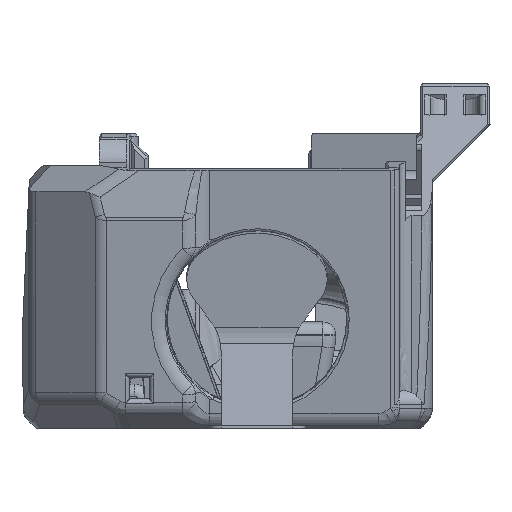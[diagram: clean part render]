
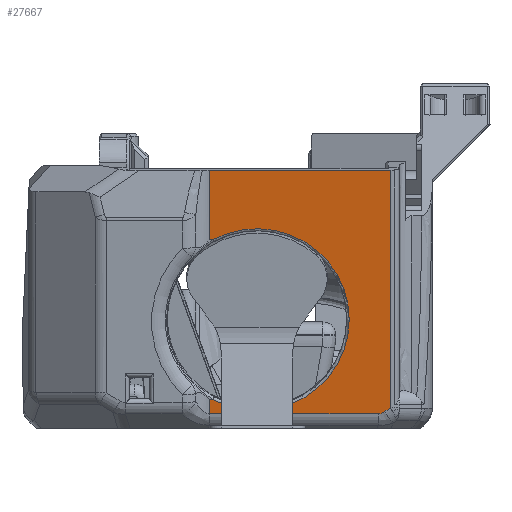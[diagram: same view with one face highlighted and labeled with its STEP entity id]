
A CAD part, left-side view. The second image highlights one B-rep face of the part: STEP entity #27667.
In plain terms, the highlighted planar face has unit normal (-0.985, 0, -0.174).
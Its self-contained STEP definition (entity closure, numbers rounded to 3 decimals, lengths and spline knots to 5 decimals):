
#1074=B_SPLINE_CURVE_WITH_KNOTS('',3,(#44870,#44871,#44872,#44873),
 .UNSPECIFIED.,.F.,.F.,(4,4),(0.61821,1.),.UNSPECIFIED.);
#1141=B_SPLINE_CURVE_WITH_KNOTS('',3,(#46081,#46082,#46083,#46084),
 .UNSPECIFIED.,.F.,.F.,(4,4),(0.,0.3818),.UNSPECIFIED.);
#1779=ELLIPSE('',#29526,0.0032,0.002);
#2897=LINE('',#44390,#5194);
#2898=LINE('',#44409,#5195);
#2899=LINE('',#44411,#5196);
#3088=LINE('',#46025,#5385);
#3097=LINE('',#46077,#5394);
#3098=LINE('',#46079,#5395);
#5194=VECTOR('',#33799,1.);
#5195=VECTOR('',#33808,1.);
#5196=VECTOR('',#33811,1.);
#5385=VECTOR('',#34584,1.);
#5394=VECTOR('',#34605,1.);
#5395=VECTOR('',#34606,1.);
#10231=ORIENTED_EDGE('',*,*,#17048,.T.);
#10232=ORIENTED_EDGE('',*,*,#17063,.F.);
#10233=ORIENTED_EDGE('',*,*,#17064,.F.);
#10234=ORIENTED_EDGE('',*,*,#17065,.F.);
#10235=ORIENTED_EDGE('',*,*,#17066,.T.);
#10236=ORIENTED_EDGE('',*,*,#16692,.T.);
#10237=ORIENTED_EDGE('',*,*,#16633,.F.);
#10238=ORIENTED_EDGE('',*,*,#16632,.T.);
#10239=ORIENTED_EDGE('',*,*,#16630,.T.);
#10240=ORIENTED_EDGE('',*,*,#16628,.F.);
#16628=EDGE_CURVE('',#20361,#20362,#2897,.T.);
#16630=EDGE_CURVE('',#20363,#20362,#1779,.T.);
#16632=EDGE_CURVE('',#19938,#20363,#2898,.T.);
#16633=EDGE_CURVE('',#19938,#20364,#2899,.T.);
#16692=EDGE_CURVE('',#20392,#20364,#1074,.T.);
#17048=EDGE_CURVE('',#20361,#20591,#3088,.T.);
#17063=EDGE_CURVE('',#20602,#20591,#3097,.T.);
#17064=EDGE_CURVE('',#20603,#20602,#3098,.T.);
#17065=EDGE_CURVE('',#20604,#20603,#1141,.F.);
#17066=EDGE_CURVE('',#20604,#20392,#22338,.T.);
#19938=VERTEX_POINT('',#41205);
#20361=VERTEX_POINT('',#44389);
#20362=VERTEX_POINT('',#44391);
#20363=VERTEX_POINT('',#44406);
#20364=VERTEX_POINT('',#44412);
#20392=VERTEX_POINT('',#44874);
#20591=VERTEX_POINT('',#46024);
#20602=VERTEX_POINT('',#46078);
#20603=VERTEX_POINT('',#46080);
#20604=VERTEX_POINT('',#46085);
#22338=CIRCLE('',#29828,0.0144);
#23456=EDGE_LOOP('',(#10231,#10232,#10233,#10234,#10235,#10236,#10237,#10238,
#10239,#10240));
#25180=FACE_BOUND('',#23456,.T.);
#26489=PLANE('',#29827);
#27667=ADVANCED_FACE('',(#25180),#26489,.F.);
#29526=AXIS2_PLACEMENT_3D('',#44405,#33802,#33803);
#29827=AXIS2_PLACEMENT_3D('',#46076,#34603,#34604);
#29828=AXIS2_PLACEMENT_3D('',#46086,#34607,#34608);
#33799=DIRECTION('',(0.097,0.829,-0.551));
#33802=DIRECTION('',(-0.985,0.,-0.174));
#33803=DIRECTION('',(-0.165,-0.304,0.938));
#33808=DIRECTION('',(0.,-1.,0.));
#33811=DIRECTION('',(-0.174,0.,0.985));
#34584=DIRECTION('',(-0.174,0.,0.985));
#34603=DIRECTION('',(0.985,0.,0.174));
#34604=DIRECTION('',(-0.174,0.,0.985));
#34605=DIRECTION('',(0.,-1.,0.));
#34606=DIRECTION('',(-0.174,0.,0.985));
#34607=DIRECTION('',(0.985,0.,0.174));
#34608=DIRECTION('',(0.174,0.,-0.985));
#41205=CARTESIAN_POINT('',(-0.02786,0.01227,0.00226));
#44389=CARTESIAN_POINT('',(-0.02803,-0.016,0.00322));
#44390=CARTESIAN_POINT('',(-0.02782,-0.0142,0.00202));
#44391=CARTESIAN_POINT('',(-0.02792,-0.01507,0.0026));
#44405=CARTESIAN_POINT('',(-0.0284,-0.01465,0.00533));
#44406=CARTESIAN_POINT('',(-0.02786,-0.01407,0.00226));
#44409=CARTESIAN_POINT('',(-0.02786,-0.01465,0.00226));
#44411=CARTESIAN_POINT('',(-0.03119,0.01227,0.0211));
#44412=CARTESIAN_POINT('',(-0.02826,0.01227,0.00448));
#44870=CARTESIAN_POINT('',(-0.02826,0.01177,0.00453));
#44871=CARTESIAN_POINT('',(-0.02826,0.01193,0.00452));
#44872=CARTESIAN_POINT('',(-0.02826,0.0121,0.0045));
#44873=CARTESIAN_POINT('',(-0.02826,0.01227,0.00448));
#44874=CARTESIAN_POINT('',(-0.02826,0.01177,0.00453));
#46024=CARTESIAN_POINT('',(-0.03457,-0.016,0.0403));
#46025=CARTESIAN_POINT('',(-0.00766,-0.016,-0.1123));
#46076=CARTESIAN_POINT('',(-0.03119,0.02485,0.0211));
#46077=CARTESIAN_POINT('',(-0.03457,0.02485,0.0403));
#46078=CARTESIAN_POINT('',(-0.03457,0.01227,0.0403));
#46079=CARTESIAN_POINT('',(-0.03119,0.01227,0.0211));
#46080=CARTESIAN_POINT('',(-0.03266,0.01227,0.02946));
#46081=CARTESIAN_POINT('',(-0.03266,0.01227,0.02946));
#46082=CARTESIAN_POINT('',(-0.03266,0.0121,0.02944));
#46083=CARTESIAN_POINT('',(-0.03265,0.01193,0.02943));
#46084=CARTESIAN_POINT('',(-0.03265,0.01177,0.02941));
#46085=CARTESIAN_POINT('',(-0.03265,0.01177,0.02941));
#46086=CARTESIAN_POINT('',(-0.03046,0.00485,0.01697));
